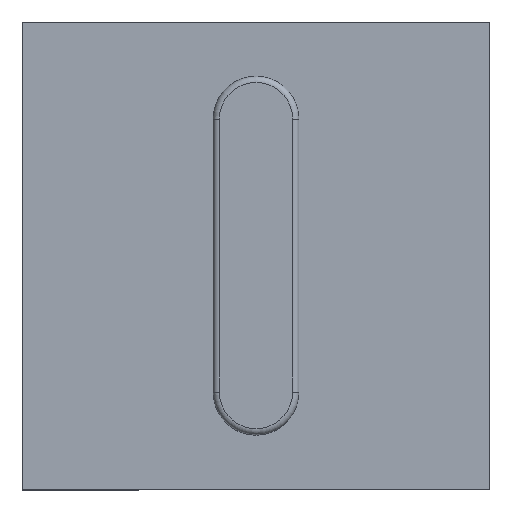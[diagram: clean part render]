
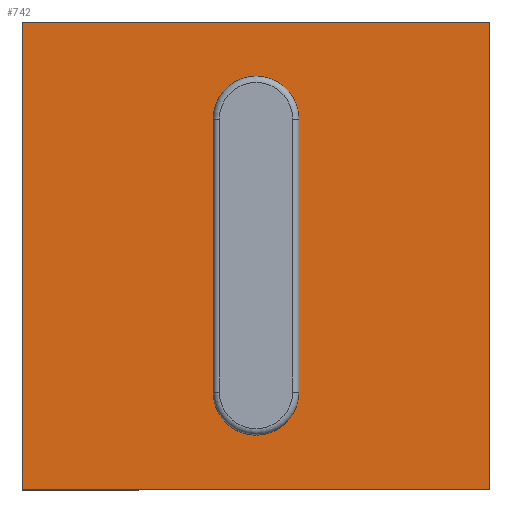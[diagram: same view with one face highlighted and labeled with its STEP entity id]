
A CAD part, top view. The second image highlights one B-rep face of the part: STEP entity #742.
In plain terms, the highlighted face is planar.
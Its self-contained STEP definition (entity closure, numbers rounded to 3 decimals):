
#8 = VECTOR ( 'NONE', #37, 1000. ) ;
#37 = DIRECTION ( 'NONE',  ( 0., 0., -1. ) ) ;
#87 = CARTESIAN_POINT ( 'NONE',  ( 30., 9.1, 144.188 ) ) ;
#95 = DIRECTION ( 'NONE',  ( 0., 1., 0. ) ) ;
#129 = VERTEX_POINT ( 'NONE', #678 ) ;
#154 = PLANE ( 'NONE',  #339 ) ;
#171 = VECTOR ( 'NONE', #423, 1000. ) ;
#228 = ORIENTED_EDGE ( 'NONE', *, *, #593, .T. ) ;
#254 = LINE ( 'NONE', #554, #171 ) ;
#267 = CARTESIAN_POINT ( 'NONE',  ( -30., 9.1, 144.188 ) ) ;
#277 = DIRECTION ( 'NONE',  ( 0., 0., -1. ) ) ;
#288 = ORIENTED_EDGE ( 'NONE', *, *, #575, .T. ) ;
#315 = EDGE_CURVE ( 'NONE', #129, #479, #504, .T. ) ;
#339 = AXIS2_PLACEMENT_3D ( 'NONE', #686, #95, #752 ) ;
#341 = LINE ( 'NONE', #574, #765 ) ;
#376 = FACE_OUTER_BOUND ( 'NONE', #594, .T. ) ;
#384 = CARTESIAN_POINT ( 'NONE',  ( 30., 9.1, -30. ) ) ;
#404 = ORIENTED_EDGE ( 'NONE', *, *, #315, .F. ) ;
#423 = DIRECTION ( 'NONE',  ( 1., 0., 0. ) ) ;
#479 = VERTEX_POINT ( 'NONE', #718 ) ;
#485 = CARTESIAN_POINT ( 'NONE',  ( 30., 9.1, 30. ) ) ;
#504 = LINE ( 'NONE', #267, #591 ) ;
#532 = DIRECTION ( 'NONE',  ( -1., 0., 0. ) ) ;
#554 = CARTESIAN_POINT ( 'NONE',  ( -30., 9.1, 30. ) ) ;
#569 = LINE ( 'NONE', #87, #8 ) ;
#574 = CARTESIAN_POINT ( 'NONE',  ( -30., 9.1, -30. ) ) ;
#575 = EDGE_CURVE ( 'NONE', #694, #479, #341, .T. ) ;
#591 = VECTOR ( 'NONE', #277, 1000. ) ;
#593 = EDGE_CURVE ( 'NONE', #129, #605, #254, .T. ) ;
#594 = EDGE_LOOP ( 'NONE', ( #404, #228, #773, #288 ) ) ;
#605 = VERTEX_POINT ( 'NONE', #485 ) ;
#678 = CARTESIAN_POINT ( 'NONE',  ( -30., 9.1, 30. ) ) ;
#686 = CARTESIAN_POINT ( 'NONE',  ( -30., 9.1, 144.188 ) ) ;
#694 = VERTEX_POINT ( 'NONE', #384 ) ;
#718 = CARTESIAN_POINT ( 'NONE',  ( -30., 9.1, -30. ) ) ;
#742 = ADVANCED_FACE ( 'NONE', ( #376 ), #154, .T. ) ;
#752 = DIRECTION ( 'NONE',  ( 0., 0., 1. ) ) ;
#758 = EDGE_CURVE ( 'NONE', #605, #694, #569, .T. ) ;
#765 = VECTOR ( 'NONE', #532, 1000. ) ;
#773 = ORIENTED_EDGE ( 'NONE', *, *, #758, .T. ) ;
